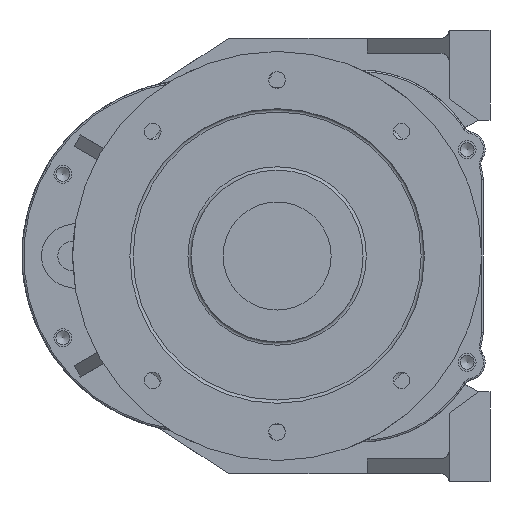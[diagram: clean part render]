
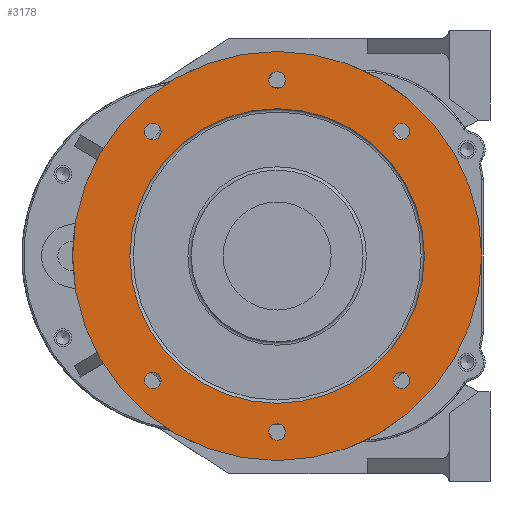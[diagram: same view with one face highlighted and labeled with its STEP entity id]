
A CAD part, left-side view. The second image highlights one B-rep face of the part: STEP entity #3178.
In plain terms, the highlighted planar face has unit normal (-1, 0, 0).
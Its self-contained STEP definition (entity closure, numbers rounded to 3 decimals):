
#45 = CIRCLE ( 'NONE', #2694, 5.1 ) ;
#747 = DIRECTION ( 'NONE',  ( 0., 0., 1. ) ) ;
#878 = CARTESIAN_POINT ( 'NONE',  ( -18., -76.014, 81.114 ) ) ;
#971 = VERTEX_POINT ( 'NONE', #3457 ) ;
#1105 = EDGE_LOOP ( 'NONE', ( #9438 ) ) ;
#1173 = EDGE_LOOP ( 'NONE', ( #3161 ) ) ;
#1442 = CARTESIAN_POINT ( 'NONE',  ( -18., 0., 0. ) ) ;
#1566 = DIRECTION ( 'NONE',  ( -1., 0., 0. ) ) ;
#1811 = VERTEX_POINT ( 'NONE', #15325 ) ;
#2070 = DIRECTION ( 'NONE',  ( -1., 0., 0. ) ) ;
#2263 = AXIS2_PLACEMENT_3D ( 'NONE', #12596, #1566, #6594 ) ;
#2408 = EDGE_CURVE ( 'NONE', #1811, #1811, #15612, .T. ) ;
#2637 = AXIS2_PLACEMENT_3D ( 'NONE', #16293, #12568, #8767 ) ;
#2694 = AXIS2_PLACEMENT_3D ( 'NONE', #15995, #2070, #4392 ) ;
#2899 = FACE_BOUND ( 'NONE', #8215, .T. ) ;
#2987 = EDGE_LOOP ( 'NONE', ( #12060 ) ) ;
#3161 = ORIENTED_EDGE ( 'NONE', *, *, #10071, .F. ) ;
#3178 = ADVANCED_FACE ( 'NONE', ( #12687, #7833, #15336, #12934, #2899, #10139, #6298, #4047 ), #15188, .T. ) ;
#3211 = CARTESIAN_POINT ( 'NONE',  ( -18., 76.014, 81.114 ) ) ;
#3274 = AXIS2_PLACEMENT_3D ( 'NONE', #13681, #11013, #14756 ) ;
#3420 = CIRCLE ( 'NONE', #2637, 90. ) ;
#3430 = CIRCLE ( 'NONE', #14472, 5.1 ) ;
#3457 = CARTESIAN_POINT ( 'NONE',  ( -18., -76.014, -70.914 ) ) ;
#3679 = DIRECTION ( 'NONE',  ( -1., 0., 0. ) ) ;
#3790 = CARTESIAN_POINT ( 'NONE',  ( -18., 0., -102.4 ) ) ;
#3901 = DIRECTION ( 'NONE',  ( 0., 0., 1. ) ) ;
#4047 = FACE_OUTER_BOUND ( 'NONE', #14093, .T. ) ;
#4069 = DIRECTION ( 'NONE',  ( 0., 0., 1. ) ) ;
#4181 = DIRECTION ( 'NONE',  ( -1., 0., 0. ) ) ;
#4236 = ORIENTED_EDGE ( 'NONE', *, *, #8582, .F. ) ;
#4295 = EDGE_LOOP ( 'NONE', ( #10600 ) ) ;
#4392 = DIRECTION ( 'NONE',  ( 0., 0., 1. ) ) ;
#4778 = VERTEX_POINT ( 'NONE', #13251 ) ;
#5498 = EDGE_LOOP ( 'NONE', ( #15216 ) ) ;
#5921 = CARTESIAN_POINT ( 'NONE',  ( -18., 0., 125. ) ) ;
#6010 = VERTEX_POINT ( 'NONE', #878 ) ;
#6085 = VERTEX_POINT ( 'NONE', #3790 ) ;
#6093 = CIRCLE ( 'NONE', #11101, 5.1 ) ;
#6298 = FACE_BOUND ( 'NONE', #8116, .T. ) ;
#6393 = AXIS2_PLACEMENT_3D ( 'NONE', #1442, #3679, #12633 ) ;
#6465 = ORIENTED_EDGE ( 'NONE', *, *, #10995, .T. ) ;
#6594 = DIRECTION ( 'NONE',  ( 0., 0., 1. ) ) ;
#7833 = FACE_BOUND ( 'NONE', #1173, .T. ) ;
#8105 = DIRECTION ( 'NONE',  ( 0., 0., 1. ) ) ;
#8116 = EDGE_LOOP ( 'NONE', ( #4236 ) ) ;
#8129 = VERTEX_POINT ( 'NONE', #5921 ) ;
#8215 = EDGE_LOOP ( 'NONE', ( #13280 ) ) ;
#8451 = VERTEX_POINT ( 'NONE', #3211 ) ;
#8582 = EDGE_CURVE ( 'NONE', #11838, #11838, #3420, .T. ) ;
#8767 = DIRECTION ( 'NONE',  ( 0., 0., 1. ) ) ;
#9049 = CARTESIAN_POINT ( 'NONE',  ( -18., -125., 0. ) ) ;
#9084 = EDGE_CURVE ( 'NONE', #971, #971, #3430, .T. ) ;
#9307 = DIRECTION ( 'NONE',  ( -1., 0., 0. ) ) ;
#9350 = CIRCLE ( 'NONE', #2263, 5.1 ) ;
#9392 = CARTESIAN_POINT ( 'NONE',  ( -18., -76.014, -76.014 ) ) ;
#9438 = ORIENTED_EDGE ( 'NONE', *, *, #2408, .F. ) ;
#9693 = CARTESIAN_POINT ( 'NONE',  ( -18., 0., 90. ) ) ;
#9730 = AXIS2_PLACEMENT_3D ( 'NONE', #15686, #4181, #8105 ) ;
#9783 = EDGE_CURVE ( 'NONE', #8451, #8451, #14753, .T. ) ;
#10071 = EDGE_CURVE ( 'NONE', #4778, #4778, #6093, .T. ) ;
#10139 = FACE_BOUND ( 'NONE', #1105, .T. ) ;
#10207 = EDGE_CURVE ( 'NONE', #6010, #6010, #45, .T. ) ;
#10465 = CARTESIAN_POINT ( 'NONE',  ( -18., 0., 107.5 ) ) ;
#10600 = ORIENTED_EDGE ( 'NONE', *, *, #9084, .F. ) ;
#10995 = EDGE_CURVE ( 'NONE', #8129, #8129, #12142, .T. ) ;
#11013 = DIRECTION ( 'NONE',  ( -1., 0., 0. ) ) ;
#11101 = AXIS2_PLACEMENT_3D ( 'NONE', #10465, #15356, #4069 ) ;
#11838 = VERTEX_POINT ( 'NONE', #9693 ) ;
#12060 = ORIENTED_EDGE ( 'NONE', *, *, #14650, .F. ) ;
#12142 = CIRCLE ( 'NONE', #6393, 125. ) ;
#12199 = AXIS2_PLACEMENT_3D ( 'NONE', #9049, #14099, #3901 ) ;
#12568 = DIRECTION ( 'NONE',  ( -1., 0., 0. ) ) ;
#12596 = CARTESIAN_POINT ( 'NONE',  ( -18., 0., -107.5 ) ) ;
#12633 = DIRECTION ( 'NONE',  ( 0., 0., 1. ) ) ;
#12687 = FACE_BOUND ( 'NONE', #2987, .T. ) ;
#12934 = FACE_BOUND ( 'NONE', #5498, .T. ) ;
#13251 = CARTESIAN_POINT ( 'NONE',  ( -18., 0., 112.6 ) ) ;
#13280 = ORIENTED_EDGE ( 'NONE', *, *, #9783, .F. ) ;
#13681 = CARTESIAN_POINT ( 'NONE',  ( -18., 76.014, -76.014 ) ) ;
#14093 = EDGE_LOOP ( 'NONE', ( #6465 ) ) ;
#14099 = DIRECTION ( 'NONE',  ( -1., 0., 0. ) ) ;
#14472 = AXIS2_PLACEMENT_3D ( 'NONE', #9392, #9307, #747 ) ;
#14650 = EDGE_CURVE ( 'NONE', #6085, #6085, #9350, .T. ) ;
#14753 = CIRCLE ( 'NONE', #9730, 5.1 ) ;
#14756 = DIRECTION ( 'NONE',  ( 0., 0., 1. ) ) ;
#15188 = PLANE ( 'NONE',  #12199 ) ;
#15216 = ORIENTED_EDGE ( 'NONE', *, *, #10207, .F. ) ;
#15325 = CARTESIAN_POINT ( 'NONE',  ( -18., 76.014, -70.914 ) ) ;
#15336 = FACE_BOUND ( 'NONE', #4295, .T. ) ;
#15356 = DIRECTION ( 'NONE',  ( -1., 0., 0. ) ) ;
#15612 = CIRCLE ( 'NONE', #3274, 5.1 ) ;
#15686 = CARTESIAN_POINT ( 'NONE',  ( -18., 76.014, 76.014 ) ) ;
#15995 = CARTESIAN_POINT ( 'NONE',  ( -18., -76.014, 76.014 ) ) ;
#16293 = CARTESIAN_POINT ( 'NONE',  ( -18., 0., 0. ) ) ;
